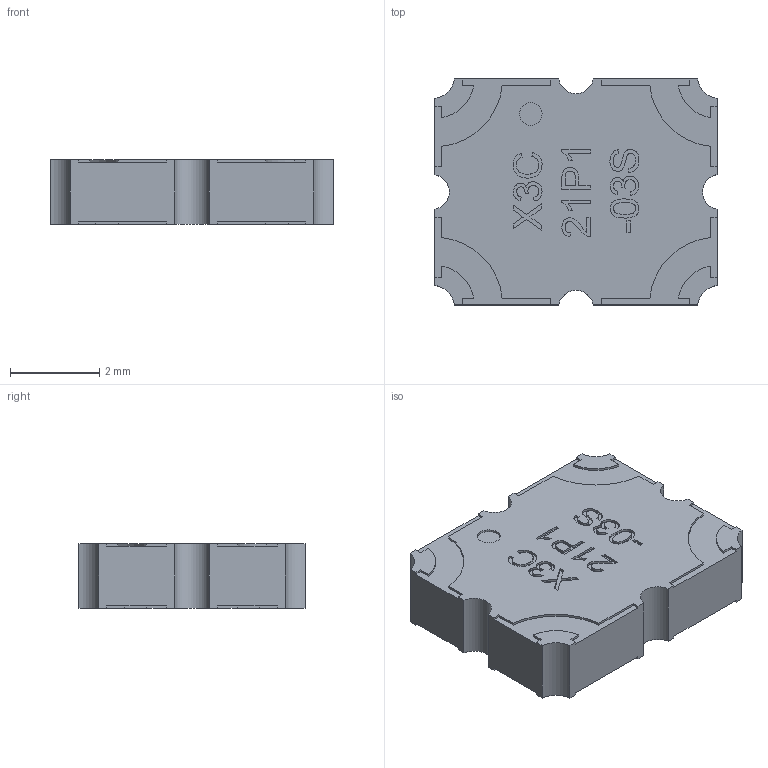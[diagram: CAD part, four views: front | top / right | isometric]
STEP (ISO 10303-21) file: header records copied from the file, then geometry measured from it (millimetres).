
FILE_DESCRIPTION (( 'STEP AP203' ), '1' );
FILE_NAME ('X3C21P1-03S.STEP', '2025-05-14T12:40:02', ( '' ), ( '' ), 'SwSTEP 2.0', 'SolidWorks 2023', '' );
FILE_SCHEMA (( 'CONFIG_CONTROL_DESIGN' ));
Length unit declared in the file: inch
Products named in the file (1): X3C21P1-03S
Bounding box: 6.35 x 5.08 x 1.45 mm (x, y, z)
Volume: 44 mm3; surface area: 98.6 mm2
Topology: 1 solids, 1 shells, 273 faces, 768 edges, 512 vertices
Faces by surface type: plane 169, bspline 83, cylinder 21
Entity records: 13333 total; most frequent: CARTESIAN_POINT 6725, ORIENTED_EDGE 1536, DIRECTION 1026, EDGE_CURVE 768, VECTOR 560, LINE 560, VERTEX_POINT 512, EDGE_LOOP 288
